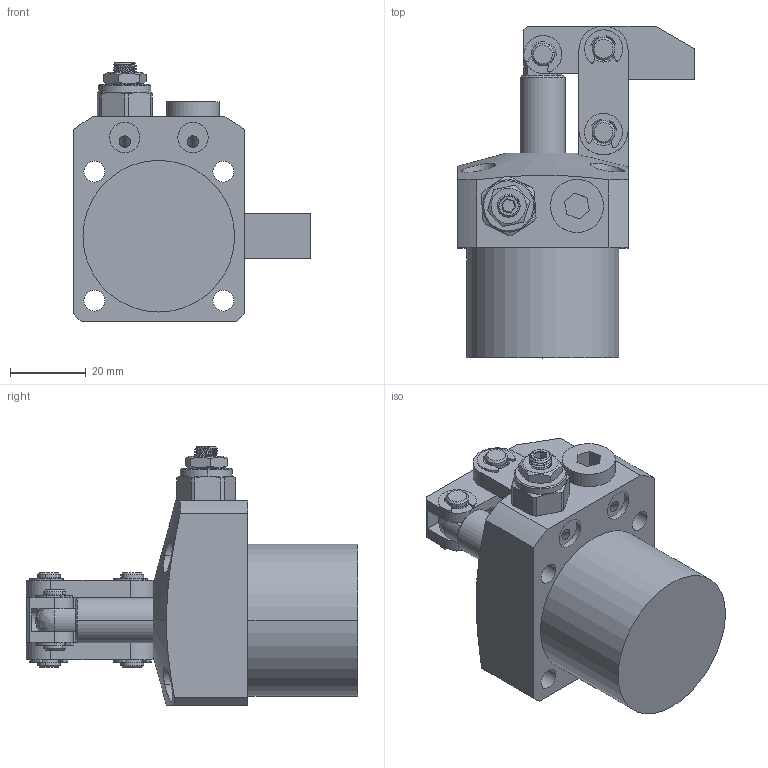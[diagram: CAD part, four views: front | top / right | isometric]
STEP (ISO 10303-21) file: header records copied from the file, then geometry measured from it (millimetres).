
FILE_DESCRIPTION (( 'STEP AP203' ), '1' );
FILE_NAME ('CLKA-040CR杠杆式油压缸三维图.STEP', '2019-04-16T07:48:42', ( 'User' ), ( 'china' ), 'SwSTEP 2.0', 'SolidWorks 2018', '' );
FILE_SCHEMA (( 'CONFIG_CONTROL_DESIGN' ));
Length unit declared in the file: millimetre
Products named in the file (11): CLKA-040C杠杆式油压缸三维图整体_4; 囀鞠褒黑芛郔陔1-8_1; CZL10覃厒概333sldprt; ｻ鏸鄕ﾋ_1_1_1; 40GR掛极; ﾁｬｸﾋ_1_1_4; CLKA-040CR杠杆式油压缸三维图; ÏúÖá1_1_1_4; ÏúÖá2_1_1_4; 0.6ｵ訐1_1_4; CLKA-040活塞杆_1_4
Assembly tree (17 placements, depth 3):
  CLKA-040CR杠杆式油压缸三维图
    CLKA-040C杠杆式油压缸三维图整体_4
      ｻ鏸鄕ﾋ_1_1_1
      ﾁｬｸﾋ_1_1_4  x2
      ÏúÖá1_1_1_4
      ÏúÖá2_1_1_4  x2
      0.6ｵ訐1_1_4  x6
      CLKA-040活塞杆_1_4
    囀鞠褒黑芛郔陔1-8_1
    CZL10覃厒概333sldprt
    40GR掛极
Bounding box: 62.5 x 87.5 x 68.3 mm (x, y, z)
Volume: 84737.6 mm3; surface area: 32438.8 mm2
Topology: 17 solids, 19 shells, 529 faces, 1335 edges, 859 vertices
Faces by surface type: cylinder 250, plane 171, cone 81, bspline 27
Entity records: 17244 total; most frequent: CARTESIAN_POINT 6579, DIRECTION 1962, ORIENTED_EDGE 1960, EDGE_CURVE 983, AXIS2_PLACEMENT_3D 779, VERTEX_POINT 633, EDGE_LOOP 455, VECTOR 404
